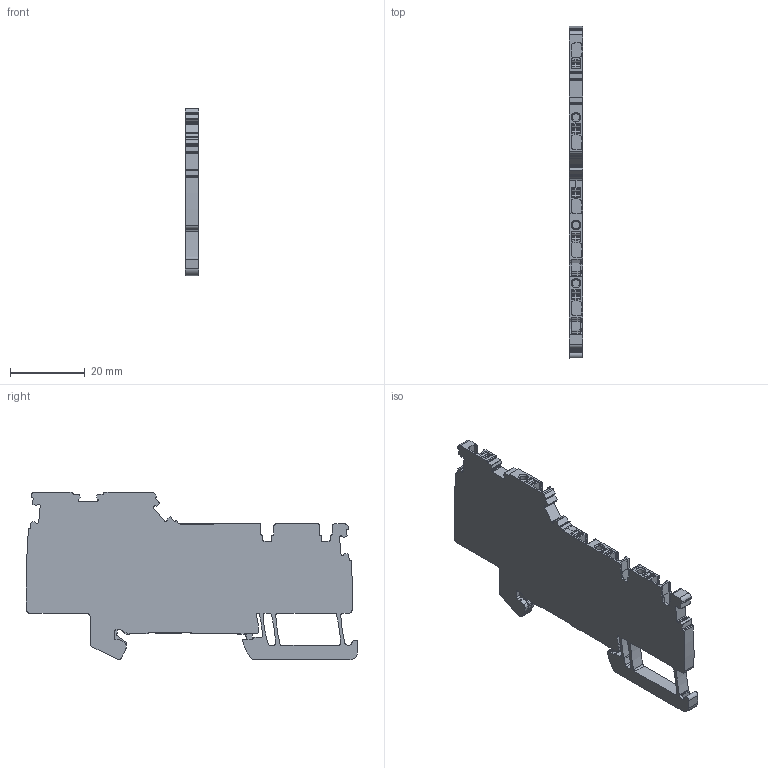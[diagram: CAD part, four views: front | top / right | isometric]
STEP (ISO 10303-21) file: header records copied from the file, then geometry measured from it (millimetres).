
FILE_DESCRIPTION(('CATIA V5 STEP Exchange','CAx-IF Rec.Pracs.--- Model Styling and Organization---1.5--- 2016-08-15','CAx-IF Rec.Pracs.---Supplemental Geometry---1.0---2011-11-01','CAx-IF Rec.Pracs.--- Composite Materials ---1.1---2010-07-15'),'2;1');
FILE_NAME ('8246133_3', '2024-05-30T04:25:30+00:00', ('none'), ('Weidmueller'), 'CATIA Version 5-6 Release 2022 SP4 HF5', 'CATIA V5 STEP AP214 v3', 'none');
FILE_SCHEMA(('AUTOMOTIVE_DESIGN { 1 0 10303 214 1 1 1 1 }'));
Length unit declared in the file: millimetre
Products named in the file (1): 1992230000_AIO22_1-5_SI_PE
Bounding box: 3.5 x 88.74 x 44.85 mm (x, y, z)
Volume: 9063.2 mm3; surface area: 7598.4 mm2
Topology: 1 solids, 1 shells, 661 faces, 1932 edges, 1287 vertices
Faces by surface type: plane 323, cylinder 277, extrusion 49, cone 12
Entity records: 22873 total; most frequent: CARTESIAN_POINT 5501, ORIENTED_EDGE 3864, DIRECTION 2770, EDGE_CURVE 1932, VECTOR 1288, VERTEX_POINT 1287, LINE 1239, AXIS2_PLACEMENT_3D 1006
